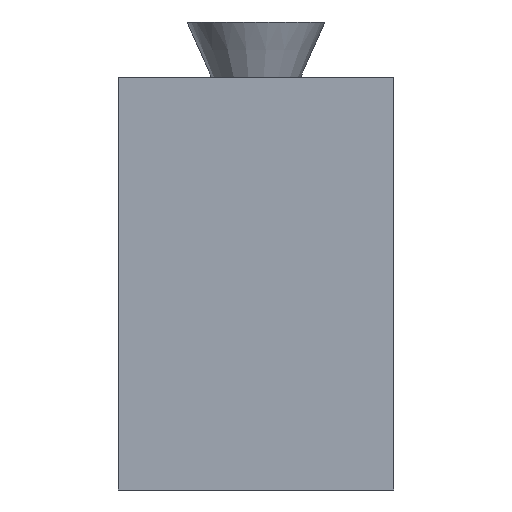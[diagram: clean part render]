
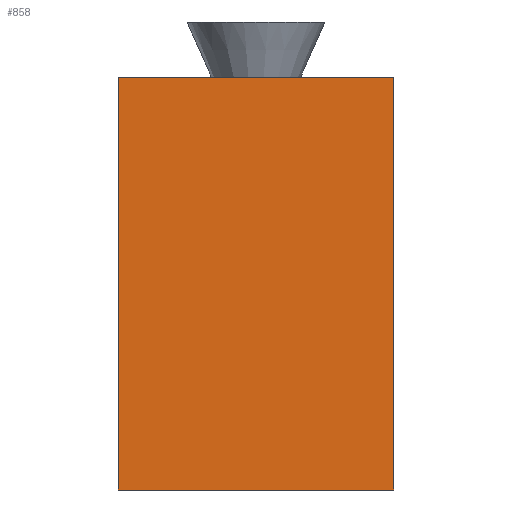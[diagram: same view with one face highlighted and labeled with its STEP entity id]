
A CAD part, front view. The second image highlights one B-rep face of the part: STEP entity #858.
In plain terms, the highlighted planar face has unit normal (0, -1, 0).
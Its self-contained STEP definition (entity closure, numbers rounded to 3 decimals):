
#91=FACE_OUTER_BOUND('',#146,.T.);
#146=EDGE_LOOP('',(#682,#683,#684,#685));
#225=LINE('',#1414,#327);
#227=LINE('',#1419,#329);
#228=LINE('',#1420,#330);
#229=LINE('',#1421,#331);
#327=VECTOR('',#1121,10.);
#329=VECTOR('',#1125,10.);
#330=VECTOR('',#1126,10.);
#331=VECTOR('',#1127,10.);
#417=VERTEX_POINT('',#1411);
#418=VERTEX_POINT('',#1413);
#419=VERTEX_POINT('',#1417);
#420=VERTEX_POINT('',#1418);
#514=EDGE_CURVE('',#417,#418,#225,.T.);
#516=EDGE_CURVE('',#419,#420,#227,.T.);
#517=EDGE_CURVE('',#419,#418,#228,.T.);
#518=EDGE_CURVE('',#420,#417,#229,.T.);
#682=ORIENTED_EDGE('',*,*,#516,.F.);
#683=ORIENTED_EDGE('',*,*,#517,.T.);
#684=ORIENTED_EDGE('',*,*,#514,.F.);
#685=ORIENTED_EDGE('',*,*,#518,.F.);
#810=PLANE('',#956);
#858=ADVANCED_FACE('',(#91),#810,.T.);
#956=AXIS2_PLACEMENT_3D('',#1416,#1123,#1124);
#1121=DIRECTION('',(1.,0.,0.));
#1123=DIRECTION('center_axis',(0.,-1.,0.));
#1124=DIRECTION('ref_axis',(1.,0.,0.));
#1125=DIRECTION('',(-1.,0.,0.));
#1126=DIRECTION('',(0.,0.,1.));
#1127=DIRECTION('',(0.,0.,1.));
#1411=CARTESIAN_POINT('',(120.,-30.,15.));
#1413=CARTESIAN_POINT('',(130.,-30.,15.));
#1414=CARTESIAN_POINT('',(130.,-30.,15.));
#1416=CARTESIAN_POINT('Origin',(120.,-30.,0.));
#1417=CARTESIAN_POINT('',(130.,-30.,0.));
#1418=CARTESIAN_POINT('',(120.,-30.,0.));
#1419=CARTESIAN_POINT('',(130.,-30.,0.));
#1420=CARTESIAN_POINT('',(130.,-30.,0.));
#1421=CARTESIAN_POINT('',(120.,-30.,0.));
